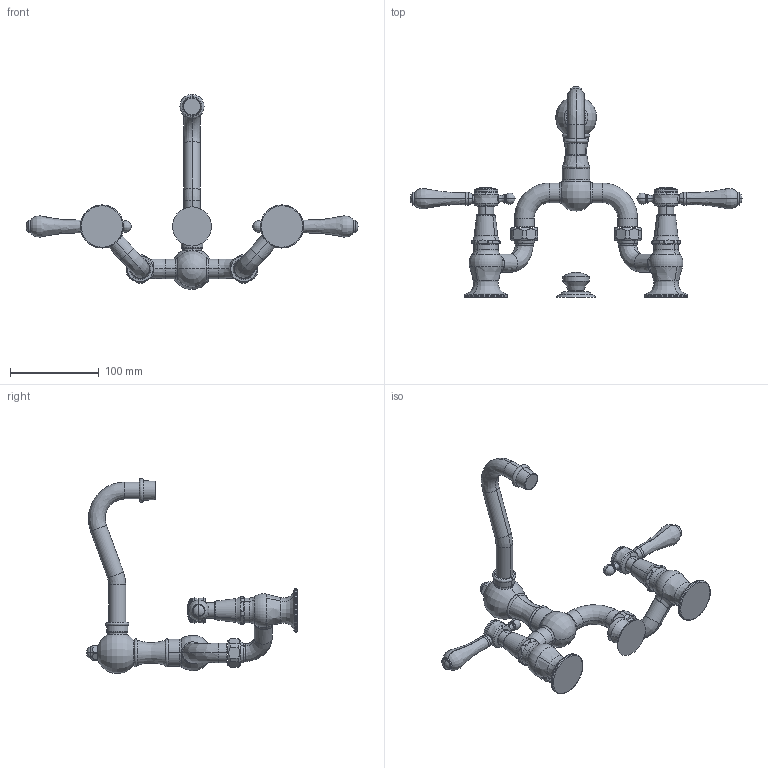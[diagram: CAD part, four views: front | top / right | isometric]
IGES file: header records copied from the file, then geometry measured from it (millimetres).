
Start section:  PTC IGES file: 1030b_sw0001.igs
Global section: file name: 1030b_sw0001.igs; native system: Creo Parametric by PTC Inc.; preprocessor: 2018400; author: rsmith; organization: Unknown; date: 20210219.132704; units: inch
Bounding box: 374.52 x 238 x 220.07 mm (x, y, z)
Surface area: 97750.3 mm2 (no closed solid volume)
Topology: 0 solids, 0 shells, 481 faces, 2292 edges, 2276 vertices
Faces by surface type: revolution 320, bspline 153, extrusion 8
